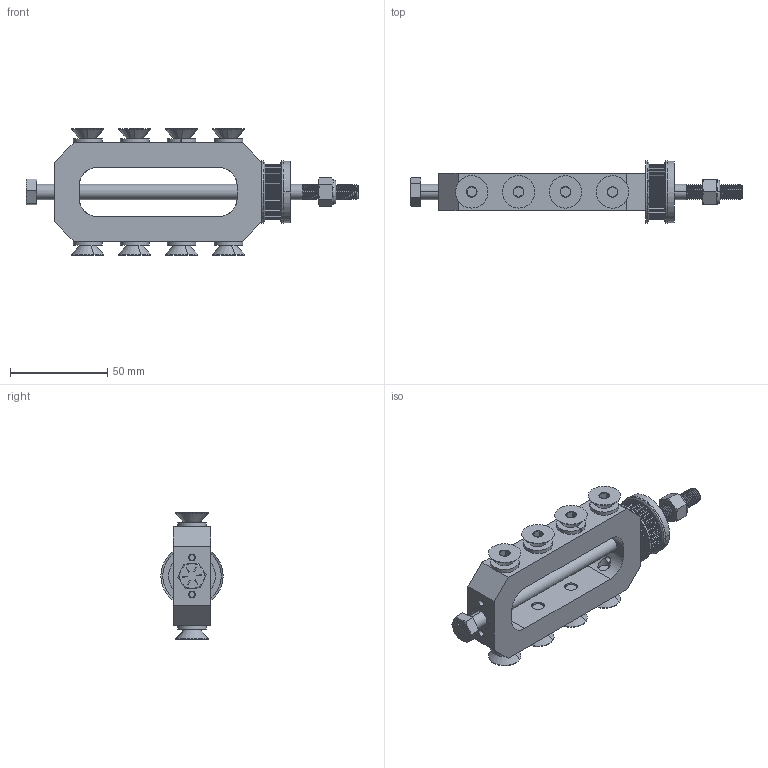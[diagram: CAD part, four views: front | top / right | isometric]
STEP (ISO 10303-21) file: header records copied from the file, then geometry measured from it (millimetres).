
FILE_DESCRIPTION (( 'STEP AP214' ), '1' );
FILE_NAME ('Beater_Bar_Assy.STEP', '2020-10-06T19:12:04', ( 'Kurtis' ), ( '' ), 'SwSTEP 2.0', 'SolidWorks 2015', '' );
FILE_SCHEMA (( 'AUTOMOTIVE_DESIGN' ));
Length unit declared in the file: millimetre
Products named in the file (10): HHCS Gr8 5-16x65_91257A451; SCE55 5-16 needle roller bearing; SLW 5-16; FHSCS 5-16x075_91253A581; 30T Pulley No-Hub; Beater Bar R2; Beater_Bar_Assy; Delrin Flange R2; FHSCS 8-32 x 1_91263A528; NILN Gr8 5-16_97135A225
Assembly tree (25 placements, depth 2):
  Beater_Bar_Assy
    Beater Bar R2
    30T Pulley No-Hub
    FHSCS 5-16x075_91253A581  x8
    SLW 5-16  x8
    SCE55 5-16 needle roller bearing  x2
    HHCS Gr8 5-16x65_91257A451
    NILN Gr8 5-16_97135A225
    FHSCS 8-32 x 1_91263A528  x2
    Delrin Flange R2
Bounding box: 170.66 x 32 x 65.02 mm (x, y, z)
Volume: 84595.4 mm3; surface area: 45689.2 mm2
Topology: 28 solids, 28 shells, 1321 faces, 3459 edges, 2209 vertices
Faces by surface type: cylinder 784, plane 253, cone 219, torus 34, bspline 31
Entity records: 36818 total; most frequent: CARTESIAN_POINT 16792, ORIENTED_EDGE 4220, DIRECTION 3916, EDGE_CURVE 2110, AXIS2_PLACEMENT_3D 1523, VERTEX_POINT 1362, LINE 870, VECTOR 870
